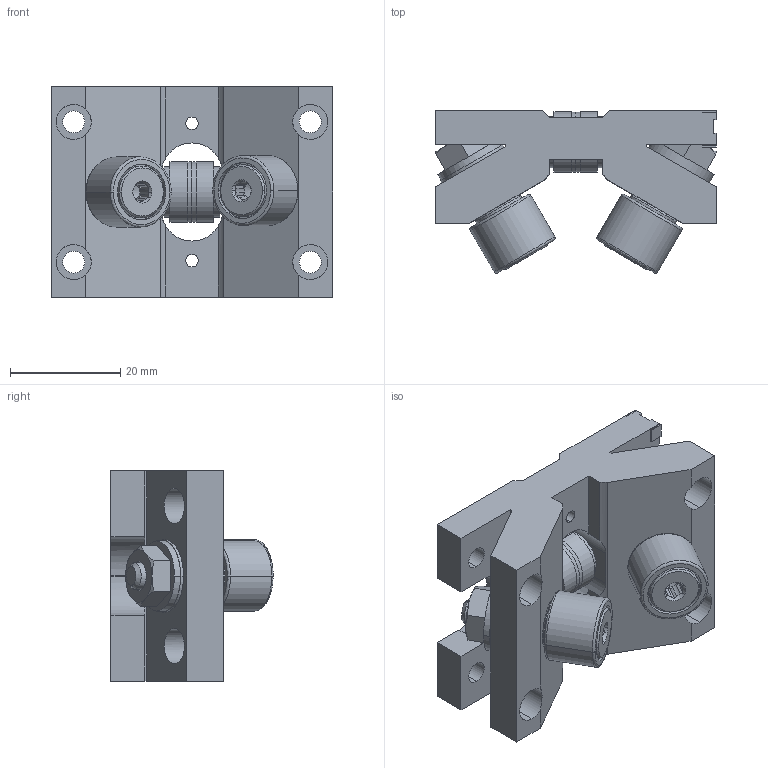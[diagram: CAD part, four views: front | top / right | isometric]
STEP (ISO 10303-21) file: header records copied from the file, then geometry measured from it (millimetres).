
FILE_DESCRIPTION (( 'STEP AP214' ), '1' );
FILE_NAME ('RollerBearing_D382BF3421.step', '2022-12-03T00:16:06', ( '' ), ( '' ), 'SwSTEP 2.0', 'SolidWorks 2019', '' );
FILE_SCHEMA (( 'AUTOMOTIVE_DESIGN' ));
Length unit declared in the file: inch
Products named in the file (3): B5OIcgmZNH_CADModel_0; RollerBearing_D382BF3421
Assembly tree (1 placements, depth 2):
  RollerBearing_D382BF3421
    B5OIcgmZNH_CADModel_0
  B5OIcgmZNH_CADModel_0
Bounding box: 51.07 x 29.37 x 38.1 mm (x, y, z)
Volume: 25775.5 mm3; surface area: 13696.5 mm2
Topology: 11 solids, 11 shells, 318 faces, 801 edges, 512 vertices
Faces by surface type: plane 145, cylinder 105, cone 56, bspline 8, torus 4
Entity records: 14502 total; most frequent: CARTESIAN_POINT 2482, DIRECTION 1621, ORIENTED_EDGE 1594, EDGE_CURVE 797, AXIS2_PLACEMENT_3D 611, VERTEX_POINT 512, LINE 399, VECTOR 399
